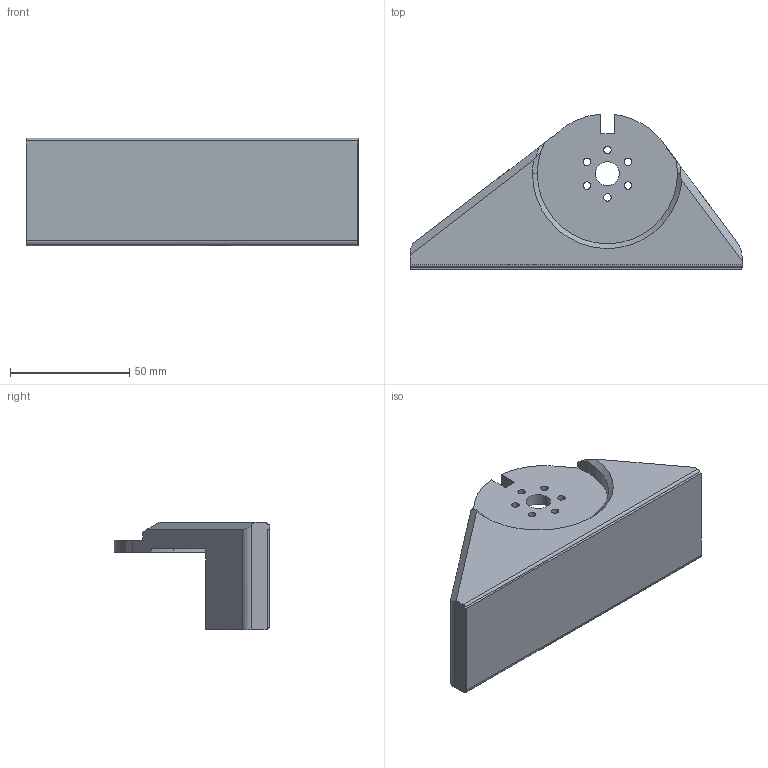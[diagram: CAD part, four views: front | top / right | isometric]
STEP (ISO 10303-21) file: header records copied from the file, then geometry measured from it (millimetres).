
FILE_DESCRIPTION (( 'STEP AP214' ), '1' );
FILE_NAME ('逋傷3 婦蝶.STEP', '2024-11-17T06:34:44', ( '' ), ( '' ), 'SwSTEP 2.0', 'SolidWorks 2020', '' );
FILE_SCHEMA (( 'AUTOMOTIVE_DESIGN' ));
Length unit declared in the file: millimetre
Products named in the file (1): 逋傷3 婦蝶
Bounding box: 138.94 x 65.11 x 45 mm (x, y, z)
Volume: 102340.6 mm3; surface area: 26685.1 mm2
Topology: 1 solids, 1 shells, 63 faces, 177 edges, 116 vertices
Faces by surface type: cylinder 33, plane 22, cone 3, torus 3, bspline 2
Entity records: 2286 total; most frequent: CARTESIAN_POINT 577, ORIENTED_EDGE 354, DIRECTION 350, EDGE_CURVE 177, AXIS2_PLACEMENT_3D 131, VERTEX_POINT 116, VECTOR 88, LINE 88
